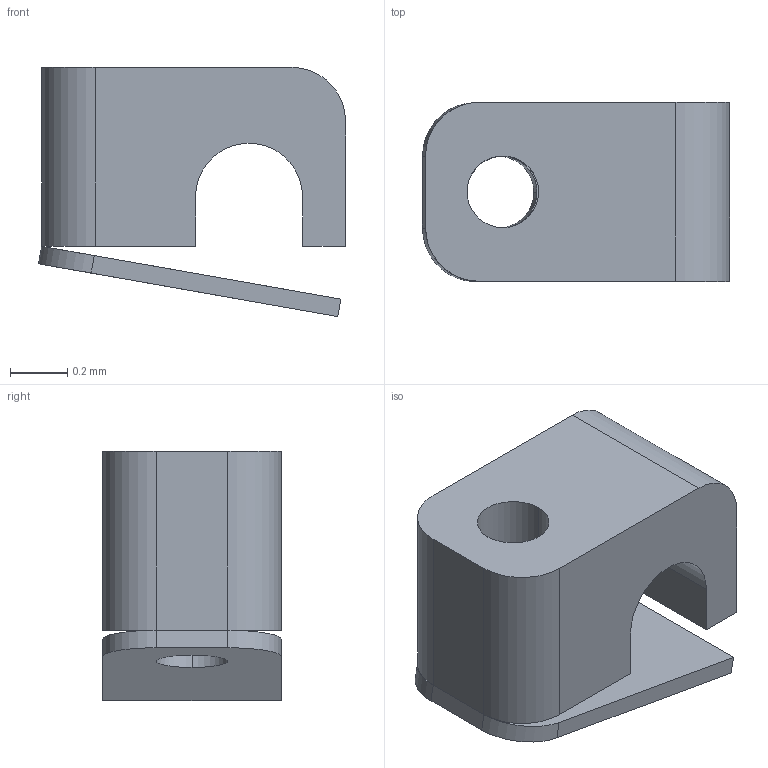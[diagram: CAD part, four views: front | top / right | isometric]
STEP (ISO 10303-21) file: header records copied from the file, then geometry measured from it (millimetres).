
FILE_DESCRIPTION((''),'2;1');
FILE_NAME('13AC7502.stp','2015-07-14T13:44:39',(''),(''),'Mechanical Desktop 2011','Mechanical Desktop 2011',', , ');
FILE_SCHEMA(('CONFIG_CONTROL_DESIGN'));
Length unit declared in the file: millimetre
Products named in the file (1): Product
Bounding box: 1.07 x 0.62 x 0.87 mm (x, y, z)
Volume: 0.3 mm3; surface area: 5.2 mm2
Topology: 1 solids, 1 shells, 25 faces, 63 edges, 40 vertices
Faces by surface type: plane 15, cylinder 10
Entity records: 852 total; most frequent: DIRECTION 135, CARTESIAN_POINT 129, ORIENTED_EDGE 126, EDGE_CURVE 63, AXIS2_PLACEMENT_3D 46, VECTOR 43, LINE 43, VERTEX_POINT 40
